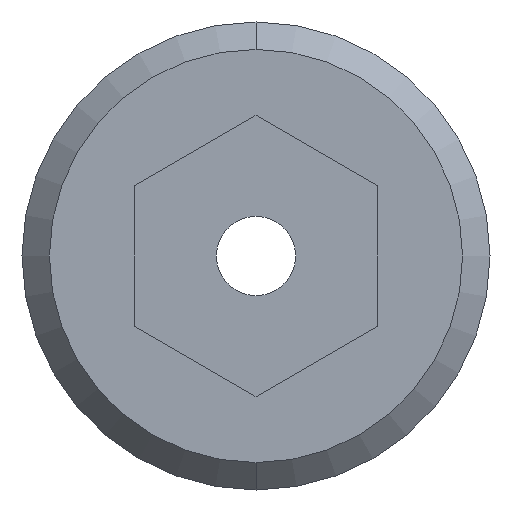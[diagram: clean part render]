
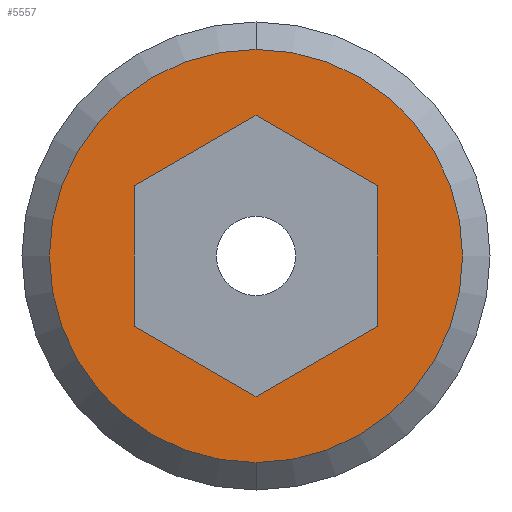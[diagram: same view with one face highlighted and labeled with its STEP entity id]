
A CAD part, left-side view. The second image highlights one B-rep face of the part: STEP entity #5557.
In plain terms, the highlighted planar face has unit normal (-1, 0, 0).
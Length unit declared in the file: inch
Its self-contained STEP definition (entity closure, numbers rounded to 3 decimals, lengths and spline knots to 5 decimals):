
#2537=CARTESIAN_POINT('',(-0.188,0.,0.));
#2538=DIRECTION('',(-1.,0.,0.));
#2539=DIRECTION('',(0.,1.,0.));
#2540=AXIS2_PLACEMENT_3D('',#2537,#2538,#2539);
#2555=DIRECTION('',(0.,0.5,0.866));
#2556=VECTOR('',#2555,0.09238);
#2557=CARTESIAN_POINT('',(-0.188,0.04619,-0.08));
#2558=LINE('',#2557,#2556);
#2559=DIRECTION('',(0.,1.,0.));
#2560=VECTOR('',#2559,0.09238);
#2561=CARTESIAN_POINT('',(-0.188,-0.04619,-0.08));
#2562=LINE('',#2561,#2560);
#2563=DIRECTION('',(0.,0.5,-0.866));
#2564=VECTOR('',#2563,0.09238);
#2565=CARTESIAN_POINT('',(-0.188,-0.09238,0.));
#2566=LINE('',#2565,#2564);
#2567=DIRECTION('',(0.,-0.5,-0.866));
#2568=VECTOR('',#2567,0.09238);
#2569=CARTESIAN_POINT('',(-0.188,-0.04619,0.08));
#2570=LINE('',#2569,#2568);
#2571=DIRECTION('',(0.,-1.,0.));
#2572=VECTOR('',#2571,0.09238);
#2573=CARTESIAN_POINT('',(-0.188,0.04619,0.08));
#2574=LINE('',#2573,#2572);
#2575=DIRECTION('',(0.,-0.5,0.866));
#2576=VECTOR('',#2575,0.09238);
#2577=CARTESIAN_POINT('',(-0.188,0.09238,0.));
#2578=LINE('',#2577,#2576);
#2579=CARTESIAN_POINT('',(-0.188,0.,0.));
#2580=DIRECTION('',(1.,0.,0.));
#2581=DIRECTION('',(0.,1.,0.));
#2582=AXIS2_PLACEMENT_3D('',#2579,#2580,#2581);
#2763=CARTESIAN_POINT('',(-0.188,0.13575,0.));
#2764=CARTESIAN_POINT('',(-0.188,-0.13575,0.));
#2765=VERTEX_POINT('',#2763);
#2766=VERTEX_POINT('',#2764);
#2783=CARTESIAN_POINT('',(-0.188,0.04619,-0.08));
#2784=CARTESIAN_POINT('',(-0.188,0.09238,0.));
#2785=VERTEX_POINT('',#2783);
#2786=VERTEX_POINT('',#2784);
#2787=CARTESIAN_POINT('',(-0.188,-0.04619,-0.08));
#2788=VERTEX_POINT('',#2787);
#2789=CARTESIAN_POINT('',(-0.188,-0.09238,0.));
#2790=VERTEX_POINT('',#2789);
#2791=CARTESIAN_POINT('',(-0.188,-0.04619,0.08));
#2792=VERTEX_POINT('',#2791);
#2793=CARTESIAN_POINT('',(-0.188,0.04619,0.08));
#2794=VERTEX_POINT('',#2793);
#5533=CARTESIAN_POINT('',(-0.188,0.,0.));
#5534=DIRECTION('',(1.,0.,0.));
#5535=DIRECTION('',(0.,-1.,0.));
#5536=AXIS2_PLACEMENT_3D('',#5533,#5534,#5535);
#5537=PLANE('',#5536);
#5538=ORIENTED_EDGE('',*,*,#5523,.F.);
#5540=ORIENTED_EDGE('',*,*,#5539,.T.);
#5541=EDGE_LOOP('',(#5538,#5540));
#5542=FACE_OUTER_BOUND('',#5541,.F.);
#5544=ORIENTED_EDGE('',*,*,#5543,.F.);
#5546=ORIENTED_EDGE('',*,*,#5545,.F.);
#5548=ORIENTED_EDGE('',*,*,#5547,.F.);
#5550=ORIENTED_EDGE('',*,*,#5549,.F.);
#5552=ORIENTED_EDGE('',*,*,#5551,.F.);
#5554=ORIENTED_EDGE('',*,*,#5553,.F.);
#5555=EDGE_LOOP('',(#5544,#5546,#5548,#5550,#5552,#5554));
#5556=FACE_BOUND('',#5555,.F.);
#2541=CIRCLE('',#2540,0.13575);
#2583=CIRCLE('',#2582,0.13575);
#5523=EDGE_CURVE('',#2765,#2766,#2541,.T.);
#5539=EDGE_CURVE('',#2765,#2766,#2583,.T.);
#5543=EDGE_CURVE('',#2785,#2786,#2558,.T.);
#5545=EDGE_CURVE('',#2788,#2785,#2562,.T.);
#5547=EDGE_CURVE('',#2790,#2788,#2566,.T.);
#5549=EDGE_CURVE('',#2792,#2790,#2570,.T.);
#5551=EDGE_CURVE('',#2794,#2792,#2574,.T.);
#5553=EDGE_CURVE('',#2786,#2794,#2578,.T.);
#5557=ADVANCED_FACE('',(#5542,#5556),#5537,.F.);
